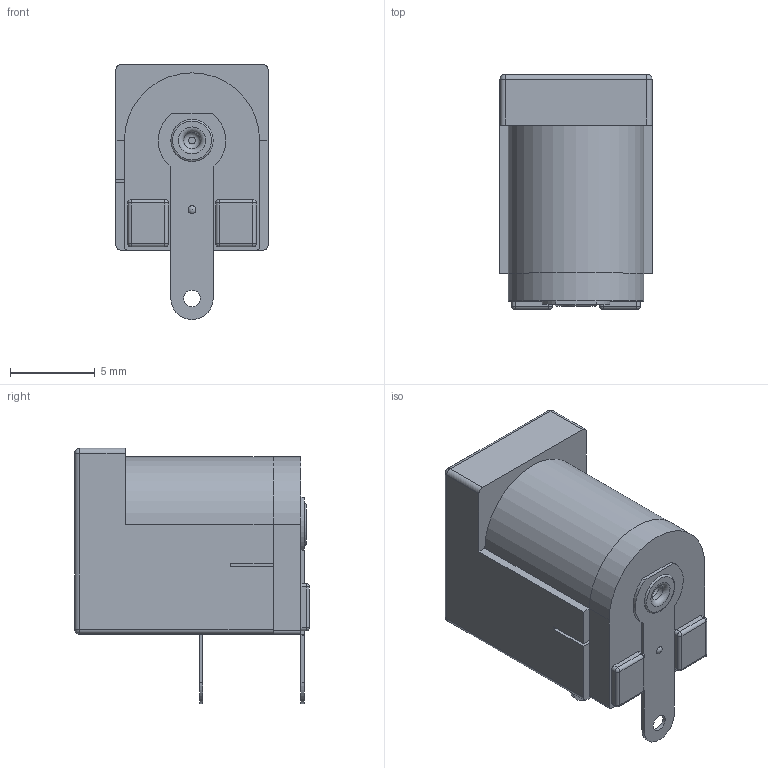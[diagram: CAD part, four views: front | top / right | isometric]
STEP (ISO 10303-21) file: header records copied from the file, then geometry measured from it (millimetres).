
FILE_DESCRIPTION(('STEP AP214'), '1');
FILE_NAME('DS-2XXAB (DCI)', '', ('UNSPECIFIED'), ('UNSPECIFIED'), 'ASCON STEP Converter 1.6', 'ASCON Math Kernel', '');
FILE_SCHEMA(('AUTOMOTIVE_DESIGN { 1 0 10303 214 3 1 1}'));
Length unit declared in the file: millimetre
Bounding box: 9 x 13.9 x 15.1 mm (x, y, z)
Volume: 724.5 mm3; surface area: 1582 mm2
Topology: 5 solids, 5 shells, 197 faces, 482 edges, 288 vertices
Faces by surface type: plane 107, cylinder 59, sphere 15, torus 10, bspline 6
Full cylindrical faces by diameter (mm): 1 x3, 2 x4, 2.5 x1, 3.2 x2, 6.4 x1
Entity records: 7570 total; most frequent: CARTESIAN_POINT 1414, DIRECTION 940, ORIENTED_EDGE 890, EDGE_CURVE 445, AXIS2_PLACEMENT_3D 315, LINE 310, VECTOR 310, VERTEX_POINT 285
